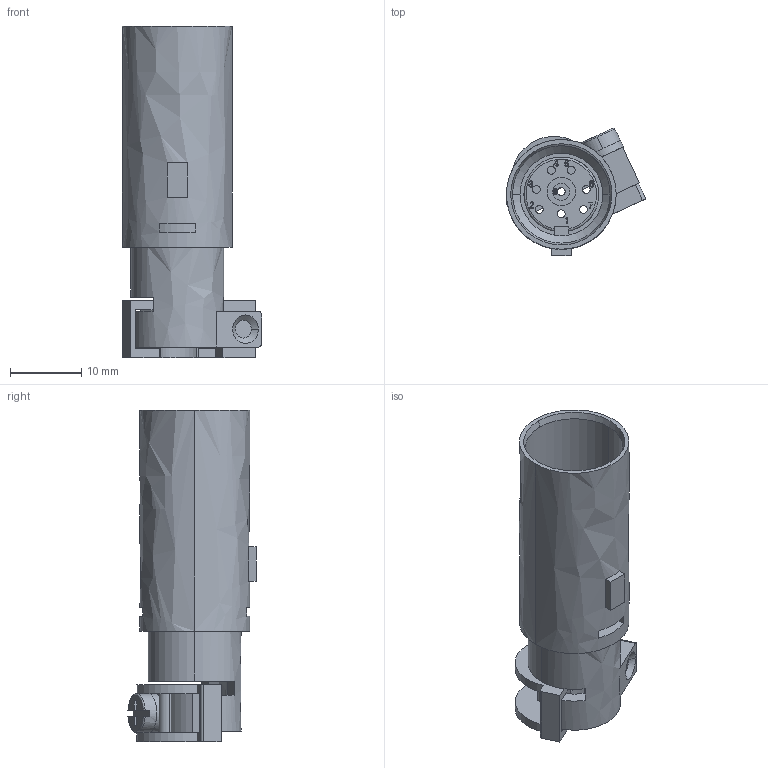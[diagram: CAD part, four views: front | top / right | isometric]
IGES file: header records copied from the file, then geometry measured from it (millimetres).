
Start section: Elysium IGES Interface
Global section: file name: 54HCX 08 BM.igs; native system: Creo Elements/Direct Modeling 18.0B  02-Dec-2011; preprocessor: Creo Element/Direct IGES_3D V2.2; author: Unknown; organization: Unknown; date: 20121214.114056; units: millimetre
Bounding box: 19.56 x 17.97 x 46.5 mm (x, y, z)
Volume: 4638.6 mm3; surface area: 5417 mm2
Topology: 1 solids, 5 shells, 607 faces, 1688 edges, 1111 vertices
Faces by surface type: bspline 607
